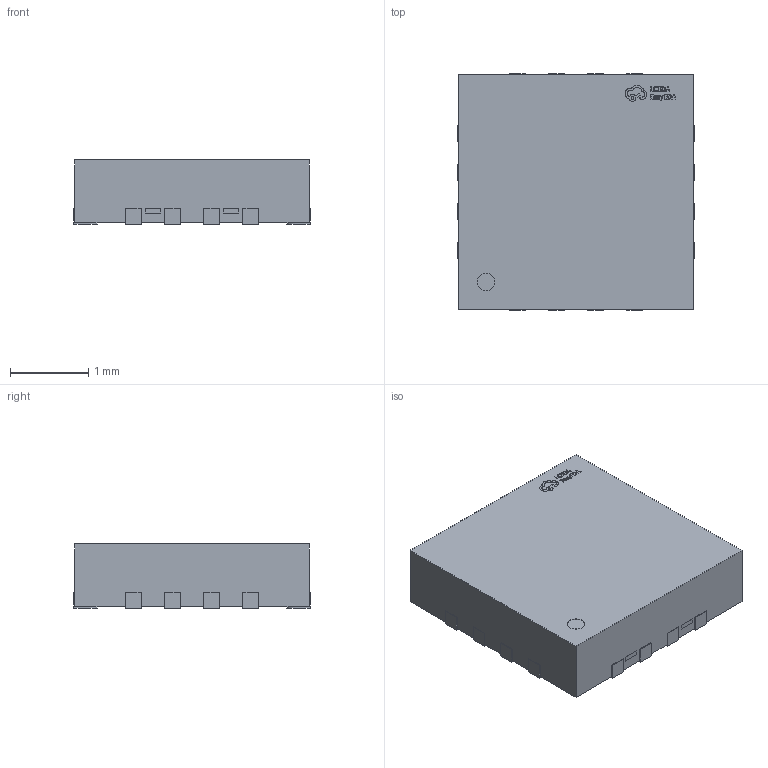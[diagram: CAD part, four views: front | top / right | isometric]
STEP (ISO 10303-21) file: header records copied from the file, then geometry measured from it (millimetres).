
FILE_DESCRIPTION (( 'STEP AP214' ), '1' );
FILE_NAME ('WQFN-16_L3.0-W3.0-H0.8-P0.50.step', '2022-09-05T06:52:33', ( '' ), ( '' ), 'SwSTEP 2.0', 'SolidWorks 2020', '' );
FILE_SCHEMA (( 'AUTOMOTIVE_DESIGN' ));
Length unit declared in the file: millimetre
Products named in the file (1): WQFN-16_L3.0-W3.0-H0.8-P0.50
Bounding box: 3.02 x 3.02 x 0.82 mm (x, y, z)
Volume: 7.2 mm3; surface area: 28 mm2
Topology: 1 solids, 1 shells, 339 faces, 945 edges, 630 vertices
Faces by surface type: plane 223, bspline 98, cylinder 18
Entity records: 15050 total; most frequent: CARTESIAN_POINT 3221, ORIENTED_EDGE 1890, DIRECTION 1265, EDGE_CURVE 945, LINE 709, VECTOR 709, VERTEX_POINT 630, EDGE_LOOP 361
